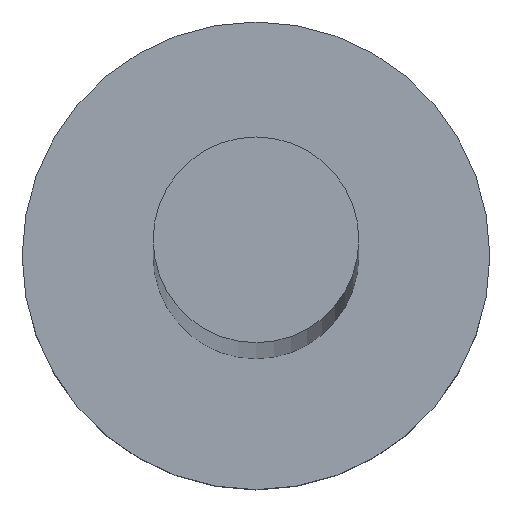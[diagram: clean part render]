
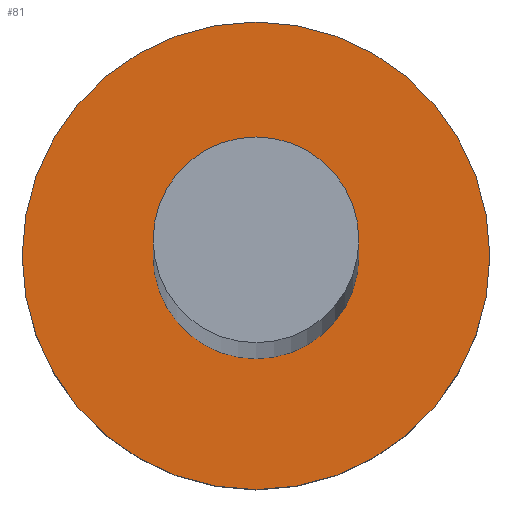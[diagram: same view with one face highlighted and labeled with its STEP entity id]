
A CAD part, top view. The second image highlights one B-rep face of the part: STEP entity #81.
In plain terms, the highlighted planar face has unit normal (0, 0, 1).
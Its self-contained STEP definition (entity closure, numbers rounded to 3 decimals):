
#2 = EDGE_CURVE ( 'NONE', #87, #190, #108, .T. ) ;
#10 = EDGE_LOOP ( 'NONE', ( #148, #130 ) ) ;
#12 = CARTESIAN_POINT ( 'NONE',  ( -2.5, 0., 2. ) ) ;
#14 = VERTEX_POINT ( 'NONE', #12 ) ;
#28 = CARTESIAN_POINT ( 'NONE',  ( 0., 0., 2. ) ) ;
#50 = DIRECTION ( 'NONE',  ( 1., 0., 0. ) ) ;
#56 = CARTESIAN_POINT ( 'NONE',  ( 0., 0., 2. ) ) ;
#63 = EDGE_CURVE ( 'NONE', #190, #87, #67, .T. ) ;
#67 = CIRCLE ( 'NONE', #151, 1.1 ) ;
#70 = DIRECTION ( 'NONE',  ( 1., 0., 0. ) ) ;
#71 = AXIS2_PLACEMENT_3D ( 'NONE', #56, #201, #238 ) ;
#74 = AXIS2_PLACEMENT_3D ( 'NONE', #77, #126, #222 ) ;
#75 = CIRCLE ( 'NONE', #98, 2.5 ) ;
#77 = CARTESIAN_POINT ( 'NONE',  ( 0., 0., 2. ) ) ;
#81 = ADVANCED_FACE ( 'NONE', ( #86, #254 ), #101, .T. ) ;
#85 = CARTESIAN_POINT ( 'NONE',  ( 0., 0., 2. ) ) ;
#86 = FACE_BOUND ( 'NONE', #10, .T. ) ;
#87 = VERTEX_POINT ( 'NONE', #215 ) ;
#90 = CARTESIAN_POINT ( 'NONE',  ( 2.5, 0., 2. ) ) ;
#98 = AXIS2_PLACEMENT_3D ( 'NONE', #85, #171, #50 ) ;
#101 = PLANE ( 'NONE',  #71 ) ;
#108 = CIRCLE ( 'NONE', #74, 1.1 ) ;
#113 = ORIENTED_EDGE ( 'NONE', *, *, #221, .T. ) ;
#117 = DIRECTION ( 'NONE',  ( 1., 0., 0. ) ) ;
#126 = DIRECTION ( 'NONE',  ( 0., 0., 1. ) ) ;
#130 = ORIENTED_EDGE ( 'NONE', *, *, #2, .F. ) ;
#132 = CARTESIAN_POINT ( 'NONE',  ( 0., 0., 2. ) ) ;
#137 = CARTESIAN_POINT ( 'NONE',  ( -1.1, 0., 2. ) ) ;
#148 = ORIENTED_EDGE ( 'NONE', *, *, #63, .F. ) ;
#151 = AXIS2_PLACEMENT_3D ( 'NONE', #132, #165, #117 ) ;
#165 = DIRECTION ( 'NONE',  ( 0., 0., 1. ) ) ;
#171 = DIRECTION ( 'NONE',  ( 0., 0., 1. ) ) ;
#190 = VERTEX_POINT ( 'NONE', #137 ) ;
#201 = DIRECTION ( 'NONE',  ( 0., 0., 1. ) ) ;
#202 = EDGE_LOOP ( 'NONE', ( #229, #113 ) ) ;
#204 = VERTEX_POINT ( 'NONE', #90 ) ;
#214 = DIRECTION ( 'NONE',  ( 0., 0., 1. ) ) ;
#215 = CARTESIAN_POINT ( 'NONE',  ( 1.1, 0., 2. ) ) ;
#218 = CIRCLE ( 'NONE', #231, 2.5 ) ;
#221 = EDGE_CURVE ( 'NONE', #204, #14, #75, .T. ) ;
#222 = DIRECTION ( 'NONE',  ( 1., 0., 0. ) ) ;
#229 = ORIENTED_EDGE ( 'NONE', *, *, #235, .T. ) ;
#231 = AXIS2_PLACEMENT_3D ( 'NONE', #28, #214, #70 ) ;
#235 = EDGE_CURVE ( 'NONE', #14, #204, #218, .T. ) ;
#238 = DIRECTION ( 'NONE',  ( 1., 0., 0. ) ) ;
#254 = FACE_OUTER_BOUND ( 'NONE', #202, .T. ) ;
